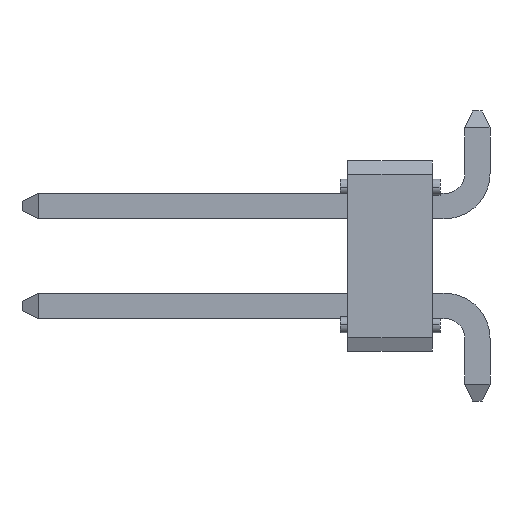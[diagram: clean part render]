
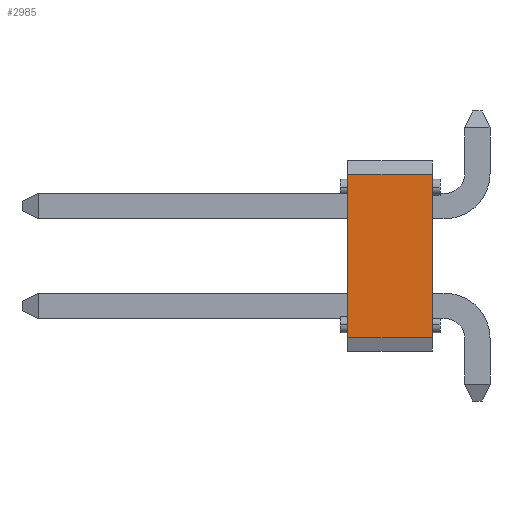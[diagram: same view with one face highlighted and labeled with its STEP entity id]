
A CAD part, front view. The second image highlights one B-rep face of the part: STEP entity #2985.
In plain terms, the highlighted planar face has unit normal (0, -1, 0).
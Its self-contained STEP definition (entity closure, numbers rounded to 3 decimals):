
#233=DIRECTION('',(1.,0.,0.));
#234=VECTOR('',#233,2.14);
#235=CARTESIAN_POINT('',(0.,-7.62,-2.075));
#236=LINE('1930',#235,#234);
#241=DIRECTION('',(0.,0.,1.));
#242=VECTOR('',#241,4.15);
#243=CARTESIAN_POINT('',(0.,-7.62,-2.075));
#244=LINE('1791',#243,#242);
#245=DIRECTION('',(1.,0.,0.));
#246=VECTOR('',#245,2.14);
#247=CARTESIAN_POINT('',(0.,-7.62,2.075));
#248=LINE('1931',#247,#246);
#249=DIRECTION('',(0.,0.,-1.));
#250=VECTOR('',#249,4.15);
#251=CARTESIAN_POINT('',(2.14,-7.62,2.075));
#252=LINE('1849',#251,#250);
#2127=CARTESIAN_POINT('',(0.,-7.62,2.075));
#2128=VERTEX_POINT('',#2127);
#2129=CARTESIAN_POINT('',(0.,-7.62,-2.075));
#2130=VERTEX_POINT('',#2129);
#2187=CARTESIAN_POINT('',(2.14,-7.62,-2.075));
#2188=VERTEX_POINT('',#2187);
#2189=CARTESIAN_POINT('',(2.14,-7.62,2.075));
#2190=VERTEX_POINT('',#2189);
#2972=CARTESIAN_POINT('',(1.07,-7.62,0.));
#2973=DIRECTION('',(0.,1.,0.));
#2974=DIRECTION('',(0.,0.,-1.));
#2975=AXIS2_PLACEMENT_3D('',#2972,#2973,#2974);
#2976=PLANE('2300',#2975);
#2977=ORIENTED_EDGE('1930',*,*,#2964,.F.);
#2978=ORIENTED_EDGE('1791',*,*,#2772,.T.);
#2980=ORIENTED_EDGE('1931',*,*,#2979,.T.);
#2982=ORIENTED_EDGE('1849',*,*,#2981,.T.);
#2983=EDGE_LOOP('2300',(#2977,#2978,#2980,#2982));
#2984=FACE_OUTER_BOUND('2300',#2983,.F.);
#2985=ADVANCED_FACE('2300',(#2984),#2976,.F.);
#2772=EDGE_CURVE('1791',#2130,#2128,#244,.T.);
#2964=EDGE_CURVE('1930',#2130,#2188,#236,.T.);
#2979=EDGE_CURVE('1931',#2128,#2190,#248,.T.);
#2981=EDGE_CURVE('1849',#2190,#2188,#252,.T.);
